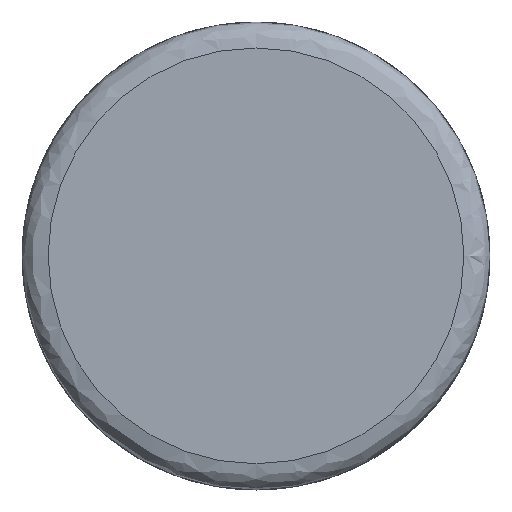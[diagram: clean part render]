
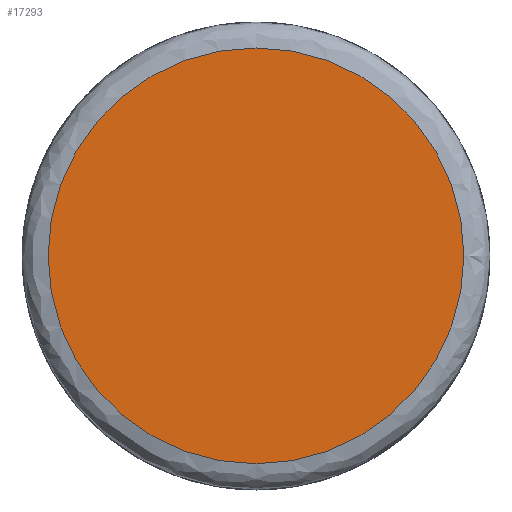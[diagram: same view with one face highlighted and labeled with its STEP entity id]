
A CAD part, top view. The second image highlights one B-rep face of the part: STEP entity #17293.
In plain terms, the highlighted planar face has unit normal (0, 0, 1).
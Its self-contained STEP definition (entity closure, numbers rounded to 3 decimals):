
#17277=CARTESIAN_POINT('',(-0.,0.,60.999));
#17278=DIRECTION('',(-0.,0.,1.));
#17279=DIRECTION('',(-1.,0.,-0.));
#17280=AXIS2_PLACEMENT_3D('',#17277,#17278,#17279);
#17281=PLANE('',#17280);
#17282=CARTESIAN_POINT('',(9.6,-0.,60.999));
#17283=VERTEX_POINT('',#17282);
#17284=CARTESIAN_POINT('',(-0.,0.,60.999));
#17285=DIRECTION('',(0.,-0.,1.));
#17286=DIRECTION('',(1.,0.,0.));
#17287=AXIS2_PLACEMENT_3D('',#17284,#17285,#17286);
#17288=CIRCLE('',#17287,9.6);
#17289=EDGE_CURVE('',#17283,#17283,#17288,.T.);
#17290=ORIENTED_EDGE('',*,*,#17289,.T.);
#17291=EDGE_LOOP('',(#17290));
#17292=FACE_BOUND('',#17291,.T.);
#17293=ADVANCED_FACE('',(#17292),#17281,.T.);
